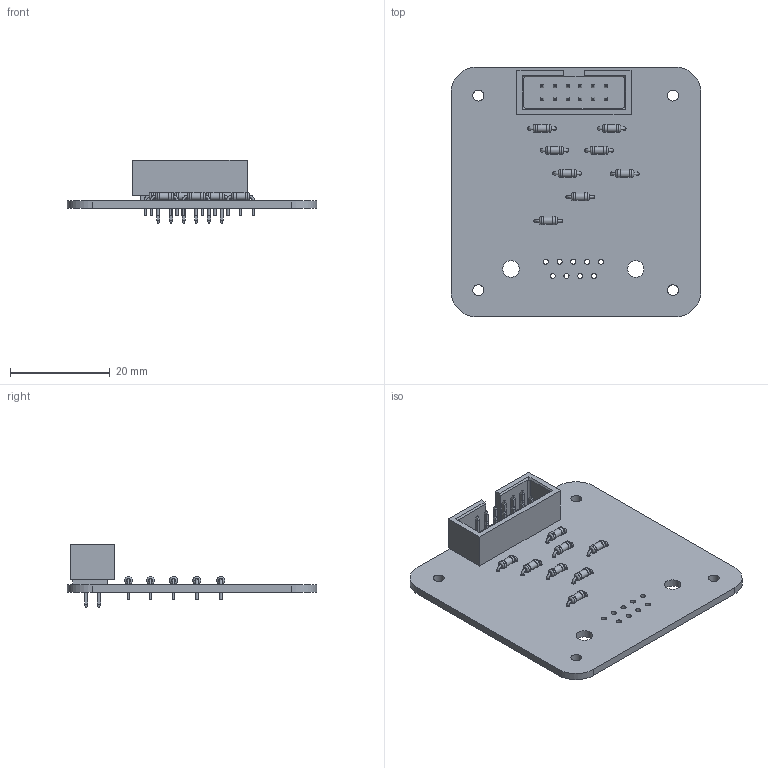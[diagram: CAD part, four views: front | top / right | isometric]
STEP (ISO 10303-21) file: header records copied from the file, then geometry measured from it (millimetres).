
FILE_DESCRIPTION(('KiCad electronic assembly'),'2;1');
FILE_NAME('Joystick Helper.step','2025-09-25T21:53:41',('Pcbnew'),( 'Kicad'),'Open CASCADE STEP processor 7.8','KiCad to STEP converter' ,'Unknown');
FILE_SCHEMA(('AUTOMOTIVE_DESIGN { 1 0 10303 214 1 1 1 1 }'));
Length unit declared in the file: millimetre
Products named in the file (7): Joystick Helper 1; R_Axial_DIN0204_L3.6mm_D1.6mm_P5.08mm_Horizontal; 0702461201; SOLID; COMPOUND; PRT-00429; Joystick Helper_PCB
Assembly tree (13 placements, depth 3):
  Joystick Helper 1
    R_Axial_DIN0204_L3.6mm_D1.6mm_P5.08mm_Horizontal  x8
    0702461201
      SOLID
      COMPOUND
    PRT-00429
    Joystick Helper_PCB
Bounding box: 50 x 50 x 12.7 mm (x, y, z)
Volume: 4571.1 mm3; surface area: 7227 mm2
Topology: 10 solids, 10 shells, 479 faces, 1100 edges, 712 vertices
Faces by surface type: plane 355, cylinder 92, torus 32
Full cylindrical faces by diameter (mm): 0.5 x16, 0.7 x16, 1 x12, 1.016 x9, 1.44 x8, 1.6 x16, 2.2 x4, 3.302 x2
Entity records: 11614 total; most frequent: CARTESIAN_POINT 2181, DIRECTION 1845, ORIENTED_EDGE 1830, EDGE_CURVE 915, LINE 789, VECTOR 789, VERTEX_POINT 566, AXIS2_PLACEMENT_3D 528
